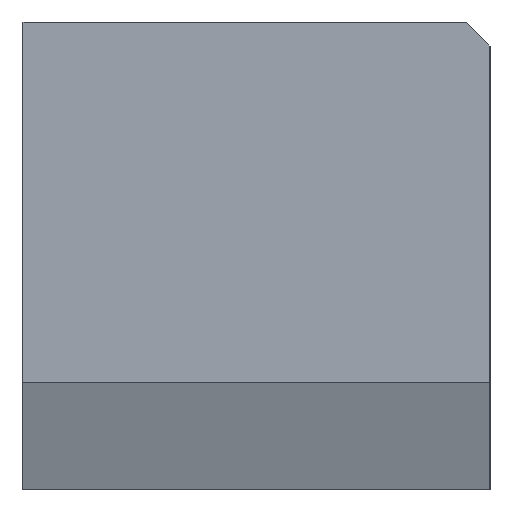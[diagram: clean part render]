
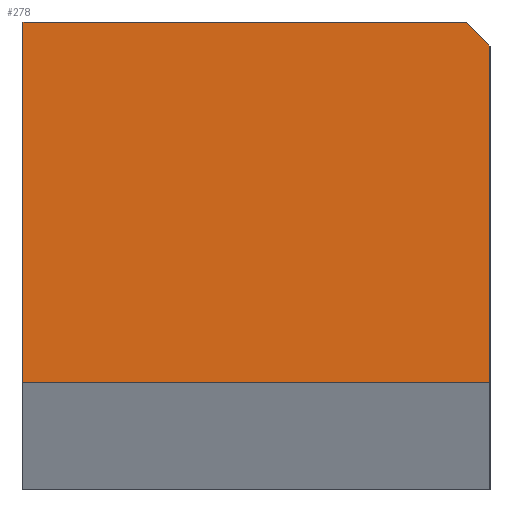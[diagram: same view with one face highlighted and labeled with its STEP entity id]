
A CAD part, left-side view. The second image highlights one B-rep face of the part: STEP entity #278.
In plain terms, the highlighted planar face has unit normal (-1, 0, 0).
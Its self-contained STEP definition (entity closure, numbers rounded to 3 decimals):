
#278=ADVANCED_FACE('NONE',(#673),#674,.F.);
#673=FACE_OUTER_BOUND('',#1182,.T.);
#674=PLANE('',#1183);
#1182=EDGE_LOOP('',(#2221,#2222,#2223,#2224,#2225));
#1183=AXIS2_PLACEMENT_3D('',#2226,#2227,#2228);
#2221=ORIENTED_EDGE('',*,*,#3217,.F.);
#2222=ORIENTED_EDGE('',*,*,#3669,.T.);
#2223=ORIENTED_EDGE('',*,*,#3670,.F.);
#2224=ORIENTED_EDGE('',*,*,#3540,.T.);
#2225=ORIENTED_EDGE('',*,*,#3671,.F.);
#2226=CARTESIAN_POINT('',(0.0,0.0,39.0));
#2227=DIRECTION('',(1.0,0.0,0.0));
#2228=DIRECTION('',(0.0,1.0,-0.0));
#3217=EDGE_CURVE('NONE',#3881,#3883,#3884,.T.);
#3540=EDGE_CURVE('NONE',#4528,#4526,#4529,.T.);
#3669=EDGE_CURVE('NONE',#3881,#4661,#4662,.T.);
#3670=EDGE_CURVE('NONE',#4528,#4661,#4663,.T.);
#3671=EDGE_CURVE('NONE',#3883,#4526,#4664,.T.);
#3881=VERTEX_POINT('NONE',#4875);
#3883=VERTEX_POINT('NONE',#4878);
#3884=LINE('',#4879,#4880);
#4526=VERTEX_POINT('NONE',#5842);
#4528=VERTEX_POINT('NONE',#5845);
#4529=LINE('',#5846,#5847);
#4661=VERTEX_POINT('NONE',#6065);
#4662=LINE('',#6066,#6067);
#4663=LINE('',#6068,#6069);
#4664=LINE('',#6070,#6071);
#4875=CARTESIAN_POINT('',(0.0,0.0,37.0));
#4878=CARTESIAN_POINT('',(0.0,0.0,9.));
#4879=CARTESIAN_POINT('',(0.0,0.0,39.0));
#4880=VECTOR('',#6360,1000.0);
#5842=CARTESIAN_POINT('',(0.0,39.0,9.));
#5845=CARTESIAN_POINT('',(0.0,39.0,39.0));
#5846=CARTESIAN_POINT('',(0.0,39.0,39.0));
#5847=VECTOR('',#6682,1000.0);
#6065=CARTESIAN_POINT('',(0.0,2.,39.0));
#6066=CARTESIAN_POINT('',(0.0,2.,39.0));
#6067=VECTOR('',#6769,1000.0);
#6068=CARTESIAN_POINT('',(0.0,0.0,39.0));
#6069=VECTOR('',#6770,1000.0);
#6070=CARTESIAN_POINT('',(0.0,0.0,9.));
#6071=VECTOR('',#6771,1000.0);
#6360=DIRECTION('',(-0.0,-0.0,-1.0));
#6682=DIRECTION('',(-0.0,-0.0,-1.0));
#6769=DIRECTION('',(-0.0,0.707,0.707));
#6770=DIRECTION('',(-0.0,-1.0,-0.0));
#6771=DIRECTION('',(0.0,1.0,0.0));
